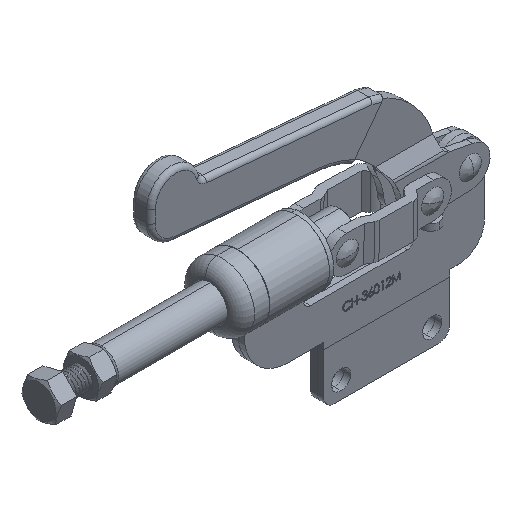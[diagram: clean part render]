
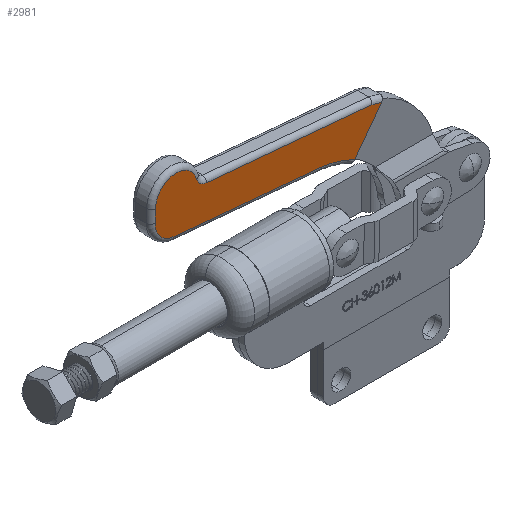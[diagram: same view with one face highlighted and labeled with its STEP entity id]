
A CAD part, isometric view. The second image highlights one B-rep face of the part: STEP entity #2981.
In plain terms, the highlighted face is planar.
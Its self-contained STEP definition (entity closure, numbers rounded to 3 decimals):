
#320 = CIRCLE ( 'NONE', #376, 39.913 ) ;
#376 = AXIS2_PLACEMENT_3D ( 'NONE', #15919, #36563, #18935 ) ;
#732 = CARTESIAN_POINT ( 'NONE',  ( 99.545, 35.703, 9. ) ) ;
#861 = DIRECTION ( 'NONE',  ( 0., 0., -1. ) ) ;
#1649 = LINE ( 'NONE', #13637, #24390 ) ;
#2079 = PLANE ( 'NONE',  #36121 ) ;
#2981 = ADVANCED_FACE ( 'NONE', ( #27170 ), #2079, .T. ) ;
#3431 = CIRCLE ( 'NONE', #20314, 5. ) ;
#3733 = DIRECTION ( 'NONE',  ( -0.996, 0.091, 0. ) ) ;
#3918 = EDGE_CURVE ( 'NONE', #9750, #8534, #1649, .T. ) ;
#3926 = VECTOR ( 'NONE', #14232, 1000. ) ;
#4571 = LINE ( 'NONE', #27132, #35093 ) ;
#4839 = DIRECTION ( 'NONE',  ( 0.996, -0.091, 0. ) ) ;
#6020 = VERTEX_POINT ( 'NONE', #37152 ) ;
#6089 = CARTESIAN_POINT ( 'NONE',  ( 82.2, 22.14, 9. ) ) ;
#6424 = DIRECTION ( 'NONE',  ( 0., 0., -1. ) ) ;
#8230 = VECTOR ( 'NONE', #3733, 1000. ) ;
#8534 = VERTEX_POINT ( 'NONE', #6089 ) ;
#8784 = CARTESIAN_POINT ( 'NONE',  ( 16.126, 37.739, 9. ) ) ;
#9374 = DIRECTION ( 'NONE',  ( 0.6, 0.8, 0. ) ) ;
#9750 = VERTEX_POINT ( 'NONE', #17403 ) ;
#9825 = EDGE_CURVE ( 'NONE', #10732, #9750, #21732, .T. ) ;
#10371 = EDGE_CURVE ( 'NONE', #6020, #13879, #19413, .T. ) ;
#10732 = VERTEX_POINT ( 'NONE', #13676 ) ;
#11767 = DIRECTION ( 'NONE',  ( 1., 0., 0. ) ) ;
#12959 = VERTEX_POINT ( 'NONE', #14331 ) ;
#13637 = CARTESIAN_POINT ( 'NONE',  ( 98.167, 20.676, 9. ) ) ;
#13676 = CARTESIAN_POINT ( 'NONE',  ( 6.626, 37.807, 9. ) ) ;
#13879 = VERTEX_POINT ( 'NONE', #30900 ) ;
#13986 = DIRECTION ( 'NONE',  ( 1., 0., 0. ) ) ;
#14232 = DIRECTION ( 'NONE',  ( -0.024, -1., 0. ) ) ;
#14331 = CARTESIAN_POINT ( 'NONE',  ( 109.44, 33.895, 9. ) ) ;
#14467 = ORIENTED_EDGE ( 'NONE', *, *, #3918, .T. ) ;
#14575 = CARTESIAN_POINT ( 'NONE',  ( 16.262, 43.262, 9. ) ) ;
#14646 = CARTESIAN_POINT ( 'NONE',  ( 97.179, 17.544, 9. ) ) ;
#14827 = EDGE_CURVE ( 'NONE', #25611, #6020, #3431, .T. ) ;
#15919 = CARTESIAN_POINT ( 'NONE',  ( 95.935, -3.663, 9. ) ) ;
#16065 = ORIENTED_EDGE ( 'NONE', *, *, #10371, .T. ) ;
#16139 = LINE ( 'NONE', #732, #8230 ) ;
#17403 = CARTESIAN_POINT ( 'NONE',  ( 15.258, 28.279, 9. ) ) ;
#17616 = DIRECTION ( 'NONE',  ( 1., 0., 0. ) ) ;
#18676 = CARTESIAN_POINT ( 'NONE',  ( 77.501, -19.88, 9. ) ) ;
#18935 = DIRECTION ( 'NONE',  ( 1., 0., 0. ) ) ;
#19413 = CIRCLE ( 'NONE', #30598, 9.5 ) ;
#19656 = ORIENTED_EDGE ( 'NONE', *, *, #34366, .T. ) ;
#19660 = EDGE_LOOP ( 'NONE', ( #22713, #19656, #23255, #27499, #16065, #34237, #32963, #14467, #23287 ) ) ;
#19682 = CARTESIAN_POINT ( 'NONE',  ( 29.794, 42.099, 9. ) ) ;
#19840 = CARTESIAN_POINT ( 'NONE',  ( 105.025, 35.2, 9. ) ) ;
#19871 = CARTESIAN_POINT ( 'NONE',  ( 95.935, -3.663, 9. ) ) ;
#20314 = AXIS2_PLACEMENT_3D ( 'NONE', #24218, #6424, #27161 ) ;
#21648 = DIRECTION ( 'NONE',  ( 1., 0., 0. ) ) ;
#21732 = CIRCLE ( 'NONE', #31341, 9.5 ) ;
#22713 = ORIENTED_EDGE ( 'NONE', *, *, #33664, .T. ) ;
#23255 = ORIENTED_EDGE ( 'NONE', *, *, #34285, .T. ) ;
#23287 = ORIENTED_EDGE ( 'NONE', *, *, #34323, .T. ) ;
#24018 = CIRCLE ( 'NONE', #32895, 42.282 ) ;
#24218 = CARTESIAN_POINT ( 'NONE',  ( 30.251, 47.078, 9. ) ) ;
#24390 = VECTOR ( 'NONE', #4839, 1000. ) ;
#25611 = VERTEX_POINT ( 'NONE', #19682 ) ;
#26651 = LINE ( 'NONE', #31999, #3926 ) ;
#27132 = CARTESIAN_POINT ( 'NONE',  ( 95.963, 15.922, 9. ) ) ;
#27161 = DIRECTION ( 'NONE',  ( 1., 0., 0. ) ) ;
#27170 = FACE_OUTER_BOUND ( 'NONE', #19660, .T. ) ;
#27499 = ORIENTED_EDGE ( 'NONE', *, *, #14827, .T. ) ;
#29549 = DIRECTION ( 'NONE',  ( 0., 0., 1. ) ) ;
#30598 = AXIS2_PLACEMENT_3D ( 'NONE', #14575, #35267, #17616 ) ;
#30900 = CARTESIAN_POINT ( 'NONE',  ( 6.765, 43.494, 9. ) ) ;
#31341 = AXIS2_PLACEMENT_3D ( 'NONE', #8784, #29549, #11767 ) ;
#31756 = DIRECTION ( 'NONE',  ( 0., 0., 1. ) ) ;
#31999 = CARTESIAN_POINT ( 'NONE',  ( 5.666, -1.457, 9. ) ) ;
#32895 = AXIS2_PLACEMENT_3D ( 'NONE', #18676, #861, #21648 ) ;
#32963 = ORIENTED_EDGE ( 'NONE', *, *, #9825, .T. ) ;
#33664 = EDGE_CURVE ( 'NONE', #36993, #12959, #4571, .T. ) ;
#34237 = ORIENTED_EDGE ( 'NONE', *, *, #37457, .T. ) ;
#34285 = EDGE_CURVE ( 'NONE', #34476, #25611, #16139, .T. ) ;
#34323 = EDGE_CURVE ( 'NONE', #8534, #36993, #24018, .T. ) ;
#34366 = EDGE_CURVE ( 'NONE', #12959, #34476, #320, .T. ) ;
#34476 = VERTEX_POINT ( 'NONE', #19840 ) ;
#35093 = VECTOR ( 'NONE', #9374, 1000. ) ;
#35267 = DIRECTION ( 'NONE',  ( 0., 0., 1. ) ) ;
#36121 = AXIS2_PLACEMENT_3D ( 'NONE', #19871, #31756, #13986 ) ;
#36563 = DIRECTION ( 'NONE',  ( 0., 0., 1. ) ) ;
#36993 = VERTEX_POINT ( 'NONE', #14646 ) ;
#37152 = CARTESIAN_POINT ( 'NONE',  ( 25.427, 45.762, 9. ) ) ;
#37457 = EDGE_CURVE ( 'NONE', #13879, #10732, #26651, .T. ) ;
